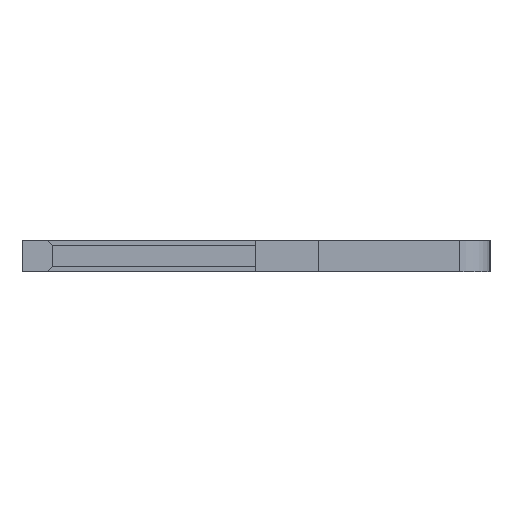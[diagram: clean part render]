
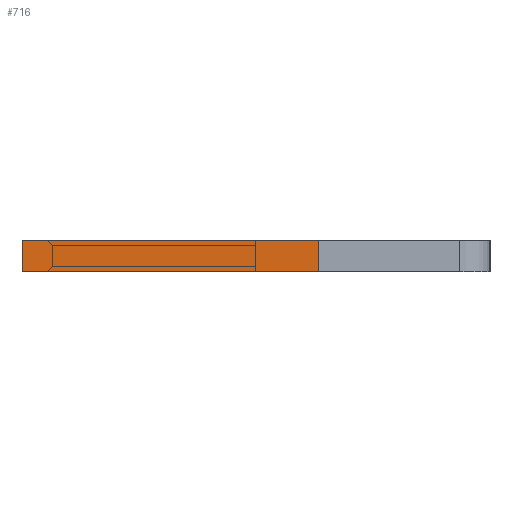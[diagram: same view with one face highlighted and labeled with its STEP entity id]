
A CAD part, left-side view. The second image highlights one B-rep face of the part: STEP entity #716.
In plain terms, the highlighted face is planar.
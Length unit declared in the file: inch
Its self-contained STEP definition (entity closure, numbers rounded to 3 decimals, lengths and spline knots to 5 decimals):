
#72 = VERTEX_POINT ( 'NONE', #1648 ) ;
#102 = VECTOR ( 'NONE', #2334, 39.37008 ) ;
#112 = DIRECTION ( 'NONE',  ( -1., 0., 0. ) ) ;
#170 = LINE ( 'NONE', #2115, #102 ) ;
#171 = AXIS2_PLACEMENT_3D ( 'NONE', #2134, #1270, #1481 ) ;
#230 = VECTOR ( 'NONE', #2010, 39.37008 ) ;
#393 = PLANE ( 'NONE',  #171 ) ;
#455 = LINE ( 'NONE', #1130, #230 ) ;
#547 = EDGE_CURVE ( 'NONE', #860, #2362, #170, .T. ) ;
#676 = DIRECTION ( 'NONE',  ( 0., 1., 0. ) ) ;
#712 = CARTESIAN_POINT ( 'NONE',  ( -0.01, -0.04, -0.04 ) ) ;
#716 = ADVANCED_FACE ( 'NONE', ( #1970 ), #393, .F. ) ;
#742 = VECTOR ( 'NONE', #112, 39.37008 ) ;
#860 = VERTEX_POINT ( 'NONE', #2319 ) ;
#980 = CARTESIAN_POINT ( 'NONE',  ( 0.01, -0.04, -0.04 ) ) ;
#1028 = ORIENTED_EDGE ( 'NONE', *, *, #547, .F. ) ;
#1130 = CARTESIAN_POINT ( 'NONE',  ( 0.01, 0.15, -0.04 ) ) ;
#1270 = DIRECTION ( 'NONE',  ( 0., 0., 1. ) ) ;
#1307 = LINE ( 'NONE', #980, #742 ) ;
#1454 = EDGE_CURVE ( 'NONE', #72, #860, #455, .T. ) ;
#1481 = DIRECTION ( 'NONE',  ( 1., 0., 0. ) ) ;
#1536 = VERTEX_POINT ( 'NONE', #712 ) ;
#1648 = CARTESIAN_POINT ( 'NONE',  ( 0.01, -0.04, -0.04 ) ) ;
#1895 = CARTESIAN_POINT ( 'NONE',  ( -0.01, 0.15, -0.04 ) ) ;
#1969 = EDGE_CURVE ( 'NONE', #72, #1536, #1307, .T. ) ;
#1970 = FACE_OUTER_BOUND ( 'NONE', #2462, .T. ) ;
#1974 = ORIENTED_EDGE ( 'NONE', *, *, #1454, .F. ) ;
#2005 = LINE ( 'NONE', #1895, #2175 ) ;
#2010 = DIRECTION ( 'NONE',  ( 0., 1., 0. ) ) ;
#2027 = CARTESIAN_POINT ( 'NONE',  ( -0.01, 0.15, -0.04 ) ) ;
#2047 = EDGE_CURVE ( 'NONE', #1536, #2362, #2005, .T. ) ;
#2115 = CARTESIAN_POINT ( 'NONE',  ( 0.01, 0.15, -0.04 ) ) ;
#2134 = CARTESIAN_POINT ( 'NONE',  ( 0.01, 0.15, -0.04 ) ) ;
#2175 = VECTOR ( 'NONE', #676, 39.37008 ) ;
#2272 = ORIENTED_EDGE ( 'NONE', *, *, #2047, .T. ) ;
#2319 = CARTESIAN_POINT ( 'NONE',  ( 0.01, 0.15, -0.04 ) ) ;
#2334 = DIRECTION ( 'NONE',  ( -1., 0., 0. ) ) ;
#2362 = VERTEX_POINT ( 'NONE', #2027 ) ;
#2462 = EDGE_LOOP ( 'NONE', ( #2272, #1028, #1974, #2568 ) ) ;
#2568 = ORIENTED_EDGE ( 'NONE', *, *, #1969, .T. ) ;
